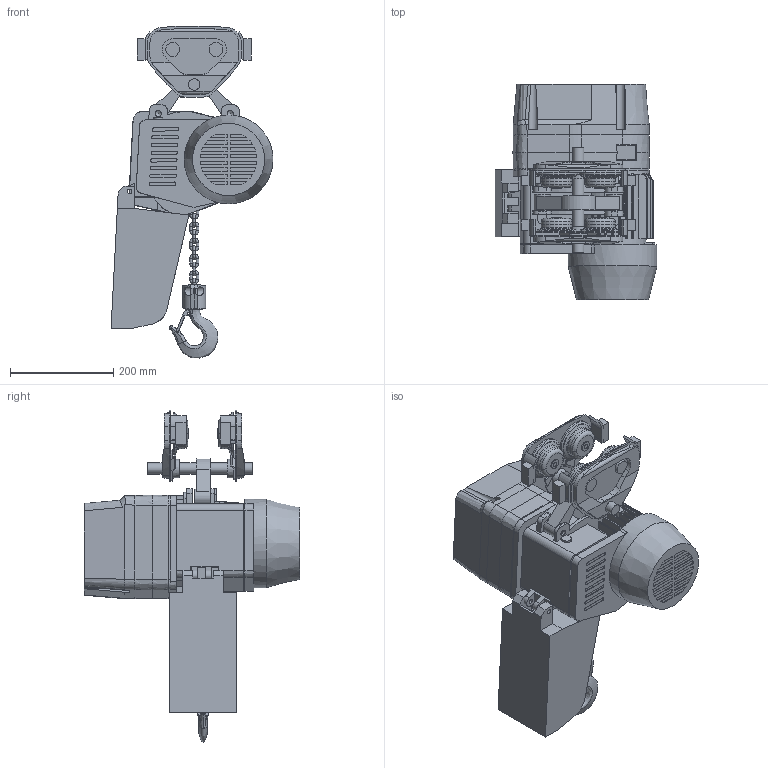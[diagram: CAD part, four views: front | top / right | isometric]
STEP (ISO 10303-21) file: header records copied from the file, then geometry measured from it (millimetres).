
FILE_DESCRIPTION(('STEP AP214'),'1');
FILE_NAME('KITO EQ Kättingtelfer 250-1 med blockvagn.stp','2013-10-07T09:31:28',(' '),(' '),'Spatial InterOp 3D',' ',' ');
FILE_SCHEMA(('automotive_design'));
Length unit declared in the file: millimetre
Products named in the file (30): Assembly2; Part2; Assembly1; Part9; Part8; Part7; Part6; Part5; Part4; Part3; Part1; KITO EQ Kattingtelfer 250-1 med blockvagn
Assembly tree (39 placements, depth 6):
  KITO EQ Kattingtelfer 250-1 med blockvagn
    Assembly2
      Part2  x2
      Assembly1
        Part9
        Part8
        Part7
        Part6
        Part5
        Part4
        Part3
        Part2
        Part1
    Assembly1
      Part6
      Part5
      Part4
      Part3
      Part2
      Part1
      Assembly1
        Part2  x2
        Assembly2
          Part1  x8
        Assembly1
          Assembly2
            Part2
            Part1
          Assembly1
            Part2  x2
Bounding box: 313.89 x 417 x 643.47 mm (x, y, z)
Volume: 18995158.5 mm3; surface area: 1212682.4 mm2
Topology: 31 solids, 33 shells, 1212 faces, 3254 edges, 2139 vertices
Faces by surface type: plane 675, cylinder 240, bspline 229, cone 44, torus 21, sphere 3
Full cylindrical faces by diameter (mm): 1.4 x1, 4 x3, 5.4 x20, 6 x3, 6.2 x4, 8.4 x2, 9 x6, 11 x1, 12.2 x6, 17 x2, 19.6 x4, 22 x3, 22.1 x2, 27 x4, 32 x2, 60 x4, 82 x4, 137 x1, 172 x1
Entity records: 53281 total; most frequent: CARTESIAN_POINT 16785, ORIENTED_EDGE 5786, DIRECTION 5259, EDGE_CURVE 2893, VERTEX_POINT 1957, AXIS2_PLACEMENT_3D 1764, LINE 1731, VECTOR 1731
